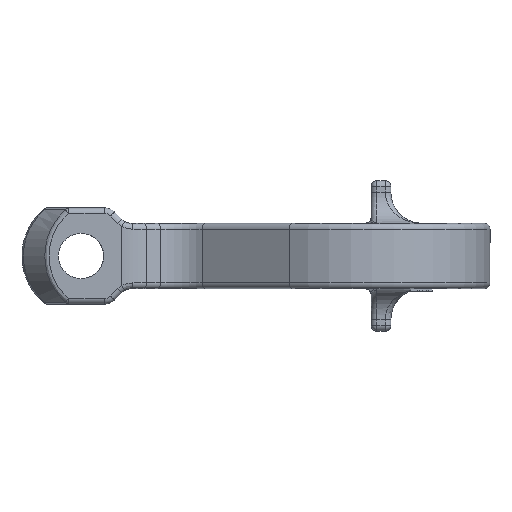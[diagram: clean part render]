
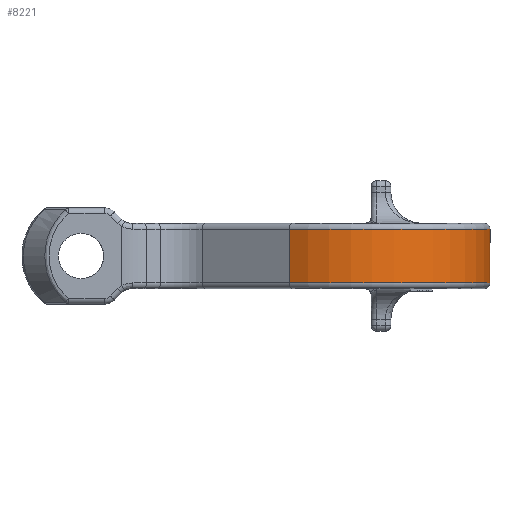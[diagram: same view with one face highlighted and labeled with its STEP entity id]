
A CAD part, front view. The second image highlights one B-rep face of the part: STEP entity #8221.
In plain terms, the highlighted cylindrical face has radius 45.716 mm (diameter 91.432 mm), a partial arc.
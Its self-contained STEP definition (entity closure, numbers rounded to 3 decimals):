
#957=FACE_OUTER_BOUND('',#1488,.T.);
#1488=EDGE_LOOP('',(#6572,#6573,#6574,#6575));
#2097=LINE('',#14782,#2760);
#2098=LINE('',#14784,#2761);
#2760=VECTOR('',#10384,10.);
#2761=VECTOR('',#10387,10.);
#3313=CIRCLE('',#8826,45.716);
#3343=CIRCLE('',#8872,45.716);
#3862=VERTEX_POINT('',#13873);
#3863=VERTEX_POINT('',#13877);
#3908=VERTEX_POINT('',#14568);
#3909=VERTEX_POINT('',#14572);
#4774=EDGE_CURVE('',#3863,#3862,#3313,.T.);
#4853=EDGE_CURVE('',#3909,#3908,#3343,.T.);
#4923=EDGE_CURVE('',#3863,#3908,#2097,.T.);
#4924=EDGE_CURVE('',#3862,#3909,#2098,.T.);
#6572=ORIENTED_EDGE('',*,*,#4774,.F.);
#6573=ORIENTED_EDGE('',*,*,#4923,.T.);
#6574=ORIENTED_EDGE('',*,*,#4853,.F.);
#6575=ORIENTED_EDGE('',*,*,#4924,.F.);
#7976=CYLINDRICAL_SURFACE('',#8957,45.716);
#8221=ADVANCED_FACE('',(#957),#7976,.T.);
#8826=AXIS2_PLACEMENT_3D('',#13879,#10084,#10085);
#8872=AXIS2_PLACEMENT_3D('',#14574,#10196,#10197);
#8957=AXIS2_PLACEMENT_3D('',#14783,#10385,#10386);
#10084=DIRECTION('center_axis',(0.,0.,-1.));
#10085=DIRECTION('ref_axis',(0.927,-0.375,0.));
#10196=DIRECTION('center_axis',(0.,0.,1.));
#10197=DIRECTION('ref_axis',(0.927,-0.375,0.));
#10384=DIRECTION('',(0.,0.,1.));
#10385=DIRECTION('center_axis',(0.,0.,1.));
#10386=DIRECTION('ref_axis',(-0.551,-0.835,0.));
#10387=DIRECTION('',(0.,0.,1.));
#13873=CARTESIAN_POINT('',(68.095,-44.961,-9.5));
#13877=CARTESIAN_POINT('',(101.665,38.132,-9.5));
#13879=CARTESIAN_POINT('Origin',(93.284,-6.81,-9.5));
#14568=CARTESIAN_POINT('',(101.665,38.132,9.5));
#14572=CARTESIAN_POINT('',(68.095,-44.961,9.5));
#14574=CARTESIAN_POINT('Origin',(93.284,-6.81,9.5));
#14782=CARTESIAN_POINT('',(101.665,38.132,0.));
#14783=CARTESIAN_POINT('Origin',(93.284,-6.81,0.));
#14784=CARTESIAN_POINT('',(68.095,-44.961,0.));
